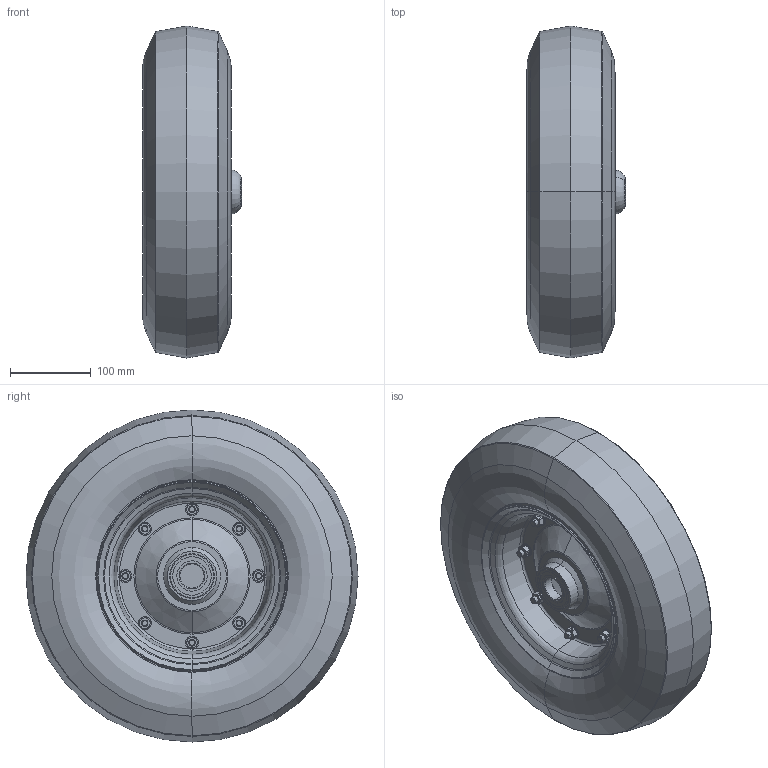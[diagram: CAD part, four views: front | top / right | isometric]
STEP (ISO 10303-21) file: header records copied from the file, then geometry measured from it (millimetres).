
FILE_DESCRIPTION (( 'STEP AP214' ), '1' );
FILE_NAME ('0022897.step', '2020-10-19T08:01:48', ( '' ), ( '' ), 'SwSTEP 2.0', 'SolidWorks 2018', '' );
FILE_SCHEMA (( 'AUTOMOTIVE_DESIGN' ));
Length unit declared in the file: millimetre
Products named in the file (1): 0022897
Bounding box: 122.33 x 410 x 410 mm (x, y, z)
Volume: 2353552.5 mm3; surface area: 948897.3 mm2
Topology: 34 solids, 35 shells, 903 faces, 1916 edges, 1130 vertices
Faces by surface type: plane 357, cone 264, cylinder 180, torus 102
Entity records: 35436 total; most frequent: CARTESIAN_POINT 5582, DIRECTION 4284, ORIENTED_EDGE 3832, EDGE_CURVE 1916, AXIS2_PLACEMENT_3D 1752, VERTEX_POINT 1130, EDGE_LOOP 1018, UNCERTAINTY_MEASURE_WITH_UNIT 939
